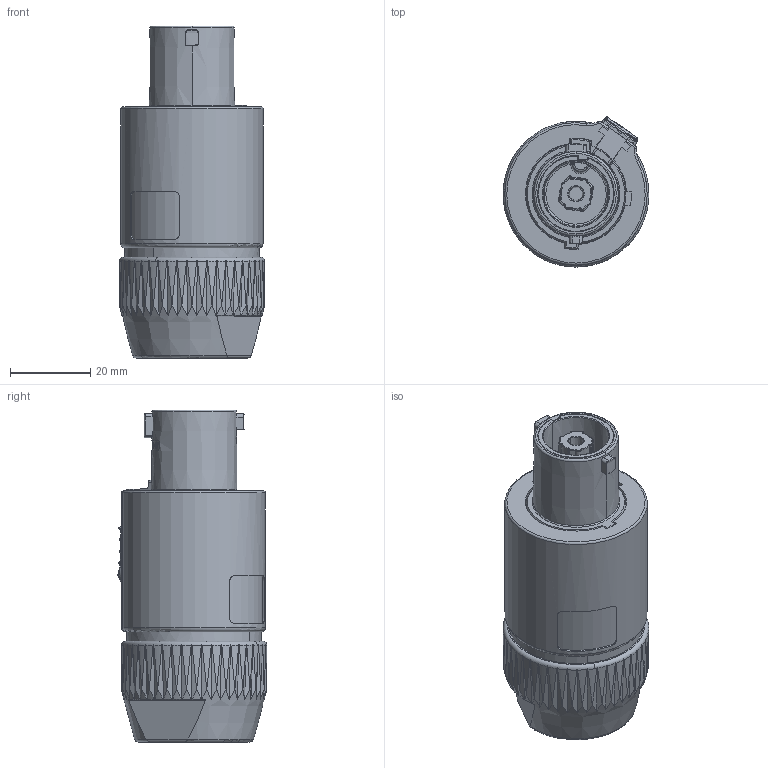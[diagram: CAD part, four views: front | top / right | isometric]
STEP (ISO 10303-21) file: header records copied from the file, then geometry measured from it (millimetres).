
FILE_DESCRIPTION((''),'2;1');
FILE_NAME('30011006','2023-10-23T09:59:14',('SYSTEM'),(''),'CREO PARAMETRIC BY PTC INC, 2021184','CREO PARAMETRIC BY PTC INC, 2021184','');
FILE_SCHEMA(('CONFIG_CONTROL_DESIGN'));
Length unit declared in the file: millimetre
Products named in the file (1): 30011006
Bounding box: 36.2 x 37.26 x 82.5 mm (x, y, z)
Volume: 60675.5 mm3; surface area: 14563.6 mm2
Topology: 1 solids, 5 shells, 1099 faces, 2950 edges, 1875 vertices
Faces by surface type: plane 588, cylinder 228, bspline 107, cone 88, torus 66, sphere 12, revolution 10
Entity records: 40731 total; most frequent: CARTESIAN_POINT 15635, ORIENTED_EDGE 5896, DIRECTION 4350, EDGE_CURVE 2948, VERTEX_POINT 1875, AXIS2_PLACEMENT_3D 1680, B_SPLINE_CURVE_WITH_KNOTS 1280, EDGE_LOOP 1127
